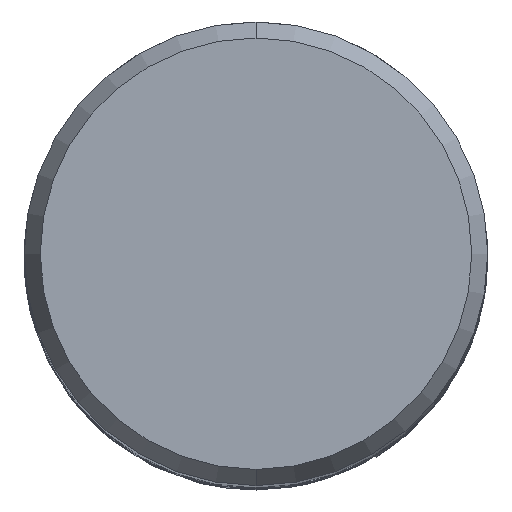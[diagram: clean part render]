
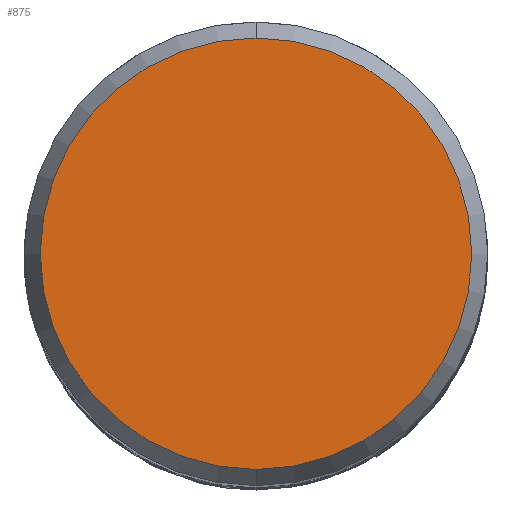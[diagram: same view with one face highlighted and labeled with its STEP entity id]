
A CAD part, top view. The second image highlights one B-rep face of the part: STEP entity #875.
In plain terms, the highlighted planar face has unit normal (0, 0, 1).
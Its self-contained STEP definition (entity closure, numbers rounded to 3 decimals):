
#875=ADVANCED_FACE('',(#1925),#1926,.T.);
#931=VERTEX_POINT('',#1984);
#1215=VERTEX_POINT('',#2297);
#1323=EDGE_CURVE('',#1215,#931,#2415,.T.);
#1487=EDGE_CURVE('',#931,#1215,#2594,.T.);
#1925=FACE_OUTER_BOUND('',#8595,.T.);
#1926=PLANE('',#8596);
#1984=CARTESIAN_POINT('',(0.,-9.307,0.0));
#2297=CARTESIAN_POINT('',(0.0,9.307,0.0));
#2415=CIRCLE('',#16131,9.307);
#2594=CIRCLE('',#18482,9.307);
#8595=EDGE_LOOP('',(#20455,#20456));
#8596=AXIS2_PLACEMENT_3D('',#20457,#20458,#20459);
#16131=AXIS2_PLACEMENT_3D('',#20945,#20946,#20947);
#18482=AXIS2_PLACEMENT_3D('',#21122,#21123,#21124);
#20455=ORIENTED_EDGE('',*,*,#1323,.F.);
#20456=ORIENTED_EDGE('',*,*,#1487,.F.);
#20457=CARTESIAN_POINT('',(0.0,4.654,0.0));
#20458=DIRECTION('',(-0.0,0.0,1.0));
#20459=DIRECTION('',(0.0,-1.0,0.0));
#20945=CARTESIAN_POINT('',(0.0,0.0,0.0));
#20946=DIRECTION('',(0.0,0.0,-1.0));
#20947=DIRECTION('',(0.0,1.0,0.0));
#21122=CARTESIAN_POINT('',(0.0,0.0,0.0));
#21123=DIRECTION('',(0.0,0.0,-1.0));
#21124=DIRECTION('',(0.0,1.0,0.0));
